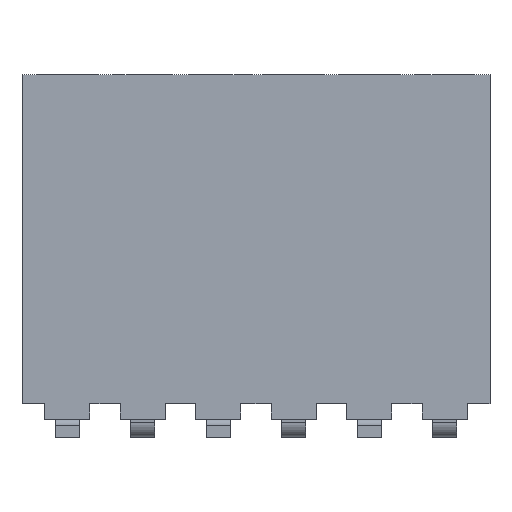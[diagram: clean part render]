
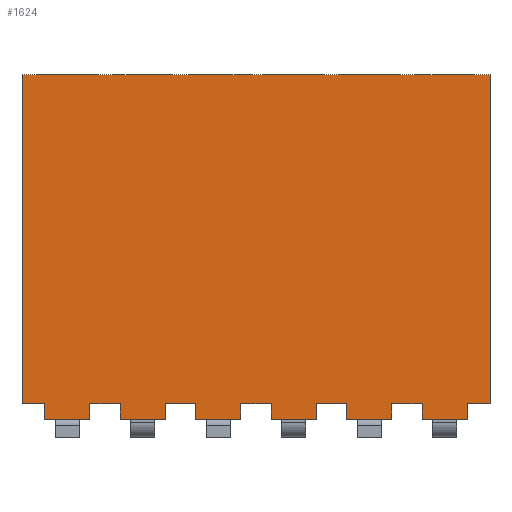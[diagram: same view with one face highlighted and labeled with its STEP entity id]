
A CAD part, front view. The second image highlights one B-rep face of the part: STEP entity #1624.
In plain terms, the highlighted face is planar.
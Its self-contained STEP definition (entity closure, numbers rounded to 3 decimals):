
#258 = VERTEX_POINT('',#259);
#259 = CARTESIAN_POINT('',(-2.794,0.,1.27));
#265 = EDGE_CURVE('',#266,#258,#268,.T.);
#266 = VERTEX_POINT('',#267);
#267 = CARTESIAN_POINT('',(-3.556,0.,1.27));
#268 = LINE('',#269,#270);
#269 = CARTESIAN_POINT('',(-3.937,0.,1.27));
#270 = VECTOR('',#271,1.);
#271 = DIRECTION('',(1.,0.,0.));
#287 = EDGE_CURVE('',#288,#290,#292,.T.);
#288 = VERTEX_POINT('',#289);
#289 = CARTESIAN_POINT('',(-2.286,0.,1.27));
#290 = VERTEX_POINT('',#291);
#291 = CARTESIAN_POINT('',(-1.524,0.,1.27));
#292 = LINE('',#293,#294);
#293 = CARTESIAN_POINT('',(-3.937,0.,1.27));
#294 = VECTOR('',#295,1.);
#295 = DIRECTION('',(1.,0.,0.));
#327 = EDGE_CURVE('',#328,#330,#332,.T.);
#328 = VERTEX_POINT('',#329);
#329 = CARTESIAN_POINT('',(-1.016,0.,1.27));
#330 = VERTEX_POINT('',#331);
#331 = CARTESIAN_POINT('',(-0.254,0.,1.27));
#332 = LINE('',#333,#334);
#333 = CARTESIAN_POINT('',(-3.937,0.,1.27));
#334 = VECTOR('',#335,1.);
#335 = DIRECTION('',(1.,0.,0.));
#367 = EDGE_CURVE('',#368,#370,#372,.T.);
#368 = VERTEX_POINT('',#369);
#369 = CARTESIAN_POINT('',(0.254,0.,1.27));
#370 = VERTEX_POINT('',#371);
#371 = CARTESIAN_POINT('',(1.016,0.,1.27));
#372 = LINE('',#373,#374);
#373 = CARTESIAN_POINT('',(-3.937,0.,1.27));
#374 = VECTOR('',#375,1.);
#375 = DIRECTION('',(1.,0.,0.));
#407 = EDGE_CURVE('',#408,#410,#412,.T.);
#408 = VERTEX_POINT('',#409);
#409 = CARTESIAN_POINT('',(1.524,0.,1.27));
#410 = VERTEX_POINT('',#411);
#411 = CARTESIAN_POINT('',(2.286,0.,1.27));
#412 = LINE('',#413,#414);
#413 = CARTESIAN_POINT('',(-3.937,0.,1.27));
#414 = VECTOR('',#415,1.);
#415 = DIRECTION('',(1.,0.,0.));
#1098 = VERTEX_POINT('',#1099);
#1099 = CARTESIAN_POINT('',(-3.937,0.254,1.27));
#1105 = EDGE_CURVE('',#1106,#1098,#1108,.T.);
#1106 = VERTEX_POINT('',#1107);
#1107 = CARTESIAN_POINT('',(-3.937,5.791,1.27));
#1108 = LINE('',#1109,#1110);
#1109 = CARTESIAN_POINT('',(-3.937,5.791,1.27));
#1110 = VECTOR('',#1111,1.);
#1111 = DIRECTION('',(0.,-1.,0.));
#1127 = EDGE_CURVE('',#1128,#1130,#1132,.T.);
#1128 = VERTEX_POINT('',#1129);
#1129 = CARTESIAN_POINT('',(3.937,5.791,1.27));
#1130 = VERTEX_POINT('',#1131);
#1131 = CARTESIAN_POINT('',(3.937,0.254,1.27));
#1132 = LINE('',#1133,#1134);
#1133 = CARTESIAN_POINT('',(3.937,5.791,1.27));
#1134 = VECTOR('',#1135,1.);
#1135 = DIRECTION('',(0.,-1.,0.));
#1207 = EDGE_CURVE('',#1208,#1210,#1212,.T.);
#1208 = VERTEX_POINT('',#1209);
#1209 = CARTESIAN_POINT('',(2.794,0.,1.27));
#1210 = VERTEX_POINT('',#1211);
#1211 = CARTESIAN_POINT('',(3.556,0.,1.27));
#1212 = LINE('',#1213,#1214);
#1213 = CARTESIAN_POINT('',(-3.937,0.,1.27));
#1214 = VECTOR('',#1215,1.);
#1215 = DIRECTION('',(1.,0.,0.));
#1254 = EDGE_CURVE('',#1106,#1128,#1255,.T.);
#1255 = LINE('',#1256,#1257);
#1256 = CARTESIAN_POINT('',(-3.937,5.791,1.27));
#1257 = VECTOR('',#1258,1.);
#1258 = DIRECTION('',(1.,0.,0.));
#1624 = ADVANCED_FACE('',(#1625),#1774,.F.);
#1625 = FACE_BOUND('',#1626,.T.);
#1626 = EDGE_LOOP('',(#1627,#1628,#1636,#1644,#1650,#1651,#1659,#1667,
    #1673,#1674,#1682,#1690,#1696,#1697,#1705,#1713,#1719,#1720,#1728,
    #1736,#1742,#1743,#1751,#1757,#1758,#1759,#1760,#1768));
#1627 = ORIENTED_EDGE('',*,*,#265,.T.);
#1628 = ORIENTED_EDGE('',*,*,#1629,.F.);
#1629 = EDGE_CURVE('',#1630,#258,#1632,.T.);
#1630 = VERTEX_POINT('',#1631);
#1631 = CARTESIAN_POINT('',(-2.794,0.254,1.27));
#1632 = LINE('',#1633,#1634);
#1633 = CARTESIAN_POINT('',(-2.794,0.254,1.27));
#1634 = VECTOR('',#1635,1.);
#1635 = DIRECTION('',(0.,-1.,0.));
#1636 = ORIENTED_EDGE('',*,*,#1637,.F.);
#1637 = EDGE_CURVE('',#1638,#1630,#1640,.T.);
#1638 = VERTEX_POINT('',#1639);
#1639 = CARTESIAN_POINT('',(-2.286,0.254,1.27));
#1640 = LINE('',#1641,#1642);
#1641 = CARTESIAN_POINT('',(-2.286,0.254,1.27));
#1642 = VECTOR('',#1643,1.);
#1643 = DIRECTION('',(-1.,0.,0.));
#1644 = ORIENTED_EDGE('',*,*,#1645,.F.);
#1645 = EDGE_CURVE('',#288,#1638,#1646,.T.);
#1646 = LINE('',#1647,#1648);
#1647 = CARTESIAN_POINT('',(-2.286,0.,1.27));
#1648 = VECTOR('',#1649,1.);
#1649 = DIRECTION('',(0.,1.,0.));
#1650 = ORIENTED_EDGE('',*,*,#287,.T.);
#1651 = ORIENTED_EDGE('',*,*,#1652,.F.);
#1652 = EDGE_CURVE('',#1653,#290,#1655,.T.);
#1653 = VERTEX_POINT('',#1654);
#1654 = CARTESIAN_POINT('',(-1.524,0.254,1.27));
#1655 = LINE('',#1656,#1657);
#1656 = CARTESIAN_POINT('',(-1.524,0.254,1.27));
#1657 = VECTOR('',#1658,1.);
#1658 = DIRECTION('',(0.,-1.,0.));
#1659 = ORIENTED_EDGE('',*,*,#1660,.F.);
#1660 = EDGE_CURVE('',#1661,#1653,#1663,.T.);
#1661 = VERTEX_POINT('',#1662);
#1662 = CARTESIAN_POINT('',(-1.016,0.254,1.27));
#1663 = LINE('',#1664,#1665);
#1664 = CARTESIAN_POINT('',(-1.016,0.254,1.27));
#1665 = VECTOR('',#1666,1.);
#1666 = DIRECTION('',(-1.,0.,0.));
#1667 = ORIENTED_EDGE('',*,*,#1668,.F.);
#1668 = EDGE_CURVE('',#328,#1661,#1669,.T.);
#1669 = LINE('',#1670,#1671);
#1670 = CARTESIAN_POINT('',(-1.016,0.,1.27));
#1671 = VECTOR('',#1672,1.);
#1672 = DIRECTION('',(0.,1.,0.));
#1673 = ORIENTED_EDGE('',*,*,#327,.T.);
#1674 = ORIENTED_EDGE('',*,*,#1675,.F.);
#1675 = EDGE_CURVE('',#1676,#330,#1678,.T.);
#1676 = VERTEX_POINT('',#1677);
#1677 = CARTESIAN_POINT('',(-0.254,0.254,1.27));
#1678 = LINE('',#1679,#1680);
#1679 = CARTESIAN_POINT('',(-0.254,0.254,1.27));
#1680 = VECTOR('',#1681,1.);
#1681 = DIRECTION('',(0.,-1.,0.));
#1682 = ORIENTED_EDGE('',*,*,#1683,.F.);
#1683 = EDGE_CURVE('',#1684,#1676,#1686,.T.);
#1684 = VERTEX_POINT('',#1685);
#1685 = CARTESIAN_POINT('',(0.254,0.254,1.27));
#1686 = LINE('',#1687,#1688);
#1687 = CARTESIAN_POINT('',(0.254,0.254,1.27));
#1688 = VECTOR('',#1689,1.);
#1689 = DIRECTION('',(-1.,0.,0.));
#1690 = ORIENTED_EDGE('',*,*,#1691,.F.);
#1691 = EDGE_CURVE('',#368,#1684,#1692,.T.);
#1692 = LINE('',#1693,#1694);
#1693 = CARTESIAN_POINT('',(0.254,0.,1.27));
#1694 = VECTOR('',#1695,1.);
#1695 = DIRECTION('',(0.,1.,0.));
#1696 = ORIENTED_EDGE('',*,*,#367,.T.);
#1697 = ORIENTED_EDGE('',*,*,#1698,.F.);
#1698 = EDGE_CURVE('',#1699,#370,#1701,.T.);
#1699 = VERTEX_POINT('',#1700);
#1700 = CARTESIAN_POINT('',(1.016,0.254,1.27));
#1701 = LINE('',#1702,#1703);
#1702 = CARTESIAN_POINT('',(1.016,0.254,1.27));
#1703 = VECTOR('',#1704,1.);
#1704 = DIRECTION('',(0.,-1.,0.));
#1705 = ORIENTED_EDGE('',*,*,#1706,.F.);
#1706 = EDGE_CURVE('',#1707,#1699,#1709,.T.);
#1707 = VERTEX_POINT('',#1708);
#1708 = CARTESIAN_POINT('',(1.524,0.254,1.27));
#1709 = LINE('',#1710,#1711);
#1710 = CARTESIAN_POINT('',(1.524,0.254,1.27));
#1711 = VECTOR('',#1712,1.);
#1712 = DIRECTION('',(-1.,0.,0.));
#1713 = ORIENTED_EDGE('',*,*,#1714,.F.);
#1714 = EDGE_CURVE('',#408,#1707,#1715,.T.);
#1715 = LINE('',#1716,#1717);
#1716 = CARTESIAN_POINT('',(1.524,0.,1.27));
#1717 = VECTOR('',#1718,1.);
#1718 = DIRECTION('',(0.,1.,0.));
#1719 = ORIENTED_EDGE('',*,*,#407,.T.);
#1720 = ORIENTED_EDGE('',*,*,#1721,.F.);
#1721 = EDGE_CURVE('',#1722,#410,#1724,.T.);
#1722 = VERTEX_POINT('',#1723);
#1723 = CARTESIAN_POINT('',(2.286,0.254,1.27));
#1724 = LINE('',#1725,#1726);
#1725 = CARTESIAN_POINT('',(2.286,0.254,1.27));
#1726 = VECTOR('',#1727,1.);
#1727 = DIRECTION('',(0.,-1.,0.));
#1728 = ORIENTED_EDGE('',*,*,#1729,.F.);
#1729 = EDGE_CURVE('',#1730,#1722,#1732,.T.);
#1730 = VERTEX_POINT('',#1731);
#1731 = CARTESIAN_POINT('',(2.794,0.254,1.27));
#1732 = LINE('',#1733,#1734);
#1733 = CARTESIAN_POINT('',(2.794,0.254,1.27));
#1734 = VECTOR('',#1735,1.);
#1735 = DIRECTION('',(-1.,0.,0.));
#1736 = ORIENTED_EDGE('',*,*,#1737,.F.);
#1737 = EDGE_CURVE('',#1208,#1730,#1738,.T.);
#1738 = LINE('',#1739,#1740);
#1739 = CARTESIAN_POINT('',(2.794,0.,1.27));
#1740 = VECTOR('',#1741,1.);
#1741 = DIRECTION('',(0.,1.,0.));
#1742 = ORIENTED_EDGE('',*,*,#1207,.T.);
#1743 = ORIENTED_EDGE('',*,*,#1744,.F.);
#1744 = EDGE_CURVE('',#1745,#1210,#1747,.T.);
#1745 = VERTEX_POINT('',#1746);
#1746 = CARTESIAN_POINT('',(3.556,0.254,1.27));
#1747 = LINE('',#1748,#1749);
#1748 = CARTESIAN_POINT('',(3.556,0.254,1.27));
#1749 = VECTOR('',#1750,1.);
#1750 = DIRECTION('',(0.,-1.,0.));
#1751 = ORIENTED_EDGE('',*,*,#1752,.F.);
#1752 = EDGE_CURVE('',#1130,#1745,#1753,.T.);
#1753 = LINE('',#1754,#1755);
#1754 = CARTESIAN_POINT('',(4.064,0.254,1.27));
#1755 = VECTOR('',#1756,1.);
#1756 = DIRECTION('',(-1.,0.,0.));
#1757 = ORIENTED_EDGE('',*,*,#1127,.F.);
#1758 = ORIENTED_EDGE('',*,*,#1254,.F.);
#1759 = ORIENTED_EDGE('',*,*,#1105,.T.);
#1760 = ORIENTED_EDGE('',*,*,#1761,.F.);
#1761 = EDGE_CURVE('',#1762,#1098,#1764,.T.);
#1762 = VERTEX_POINT('',#1763);
#1763 = CARTESIAN_POINT('',(-3.556,0.254,1.27));
#1764 = LINE('',#1765,#1766);
#1765 = CARTESIAN_POINT('',(-3.556,0.254,1.27));
#1766 = VECTOR('',#1767,1.);
#1767 = DIRECTION('',(-1.,0.,0.));
#1768 = ORIENTED_EDGE('',*,*,#1769,.F.);
#1769 = EDGE_CURVE('',#266,#1762,#1770,.T.);
#1770 = LINE('',#1771,#1772);
#1771 = CARTESIAN_POINT('',(-3.556,0.,1.27));
#1772 = VECTOR('',#1773,1.);
#1773 = DIRECTION('',(0.,1.,0.));
#1774 = PLANE('',#1775);
#1775 = AXIS2_PLACEMENT_3D('',#1776,#1777,#1778);
#1776 = CARTESIAN_POINT('',(-3.937,5.791,1.27));
#1777 = DIRECTION('',(0.,0.,-1.));
#1778 = DIRECTION('',(-1.,0.,0.));
